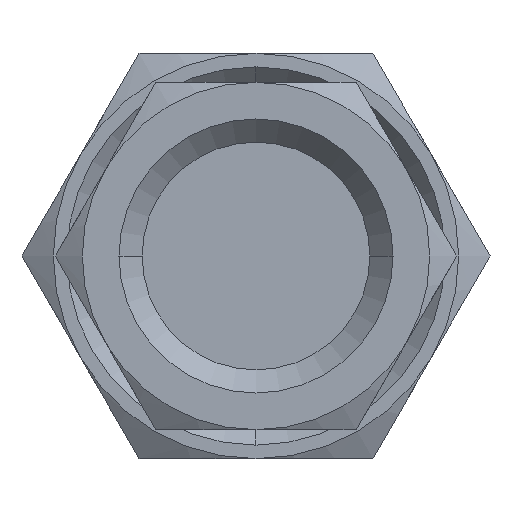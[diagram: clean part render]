
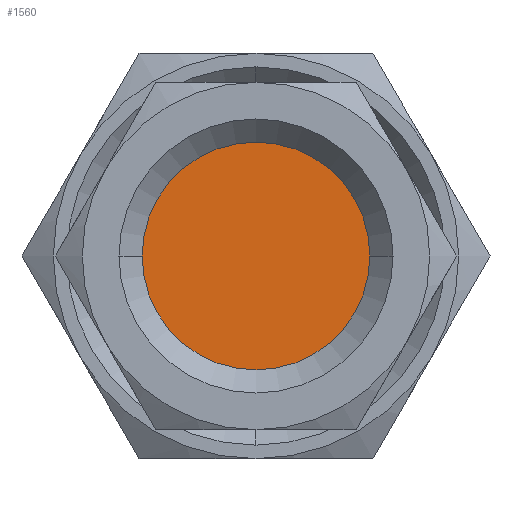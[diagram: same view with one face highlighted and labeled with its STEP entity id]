
A CAD part, front view. The second image highlights one B-rep face of the part: STEP entity #1560.
In plain terms, the highlighted planar face has unit normal (0, -1, 0).
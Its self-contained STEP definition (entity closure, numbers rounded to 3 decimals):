
#24 = VERTEX_POINT ( 'NONE', #785 ) ;
#30 = VERTEX_POINT ( 'NONE', #914 ) ;
#126 = CIRCLE ( 'NONE', #1019, 5.9 ) ;
#171 = CIRCLE ( 'NONE', #1039, 5.9 ) ;
#543 = ORIENTED_EDGE ( 'NONE', *, *, #924, .T. ) ;
#544 = ORIENTED_EDGE ( 'NONE', *, *, #980, .T. ) ;
#608 = FACE_OUTER_BOUND ( 'NONE', #1832, .T. ) ;
#785 = CARTESIAN_POINT ( 'NONE',  ( 5.9, 1.965, 0. ) ) ;
#816 = DIRECTION ( 'NONE',  ( 0., 0., -1. ) ) ;
#817 = DIRECTION ( 'NONE',  ( 0., -1., 0. ) ) ;
#818 = CARTESIAN_POINT ( 'NONE',  ( 0., 1.965, 0. ) ) ;
#914 = CARTESIAN_POINT ( 'NONE',  ( -5.9, 1.965, 0. ) ) ;
#924 = EDGE_CURVE ( 'NONE', #30, #24, #126, .T. ) ;
#980 = EDGE_CURVE ( 'NONE', #24, #30, #171, .T. ) ;
#1019 = AXIS2_PLACEMENT_3D ( 'NONE', #818, #817, #816 ) ;
#1039 = AXIS2_PLACEMENT_3D ( 'NONE', #1964, #1965, #1966 ) ;
#1512 = PLANE ( 'NONE',  #2371 ) ;
#1520 = CARTESIAN_POINT ( 'NONE',  ( 6.718, 1.965, 0. ) ) ;
#1521 = DIRECTION ( 'NONE',  ( 0., -1., 0. ) ) ;
#1522 = DIRECTION ( 'NONE',  ( 0., 0., -1. ) ) ;
#1560 = ADVANCED_FACE ( 'NONE', ( #608 ), #1512, .T. ) ;
#1832 = EDGE_LOOP ( 'NONE', ( #544, #543 ) ) ;
#1964 = CARTESIAN_POINT ( 'NONE',  ( 0., 1.965, 0. ) ) ;
#1965 = DIRECTION ( 'NONE',  ( 0., -1., 0. ) ) ;
#1966 = DIRECTION ( 'NONE',  ( 0., 0., -1. ) ) ;
#2371 = AXIS2_PLACEMENT_3D ( 'NONE', #1520, #1521, #1522 ) ;
